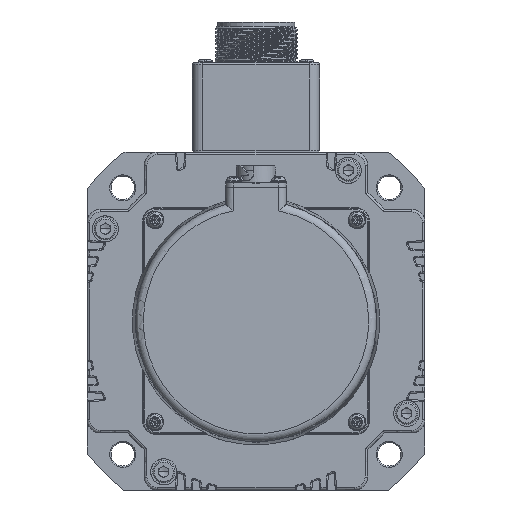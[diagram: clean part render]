
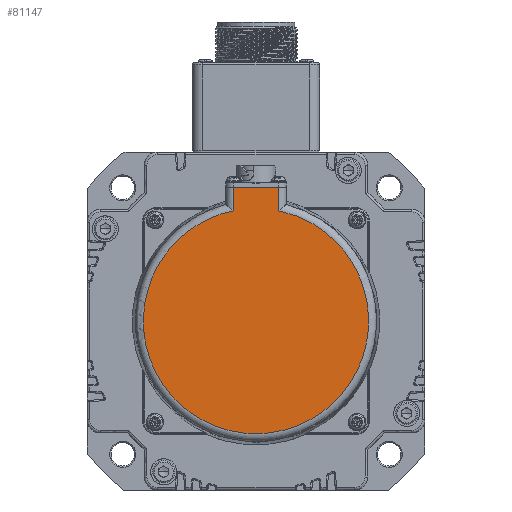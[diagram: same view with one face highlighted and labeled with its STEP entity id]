
A CAD part, front view. The second image highlights one B-rep face of the part: STEP entity #81147.
In plain terms, the highlighted planar face has unit normal (0, -1, 0).
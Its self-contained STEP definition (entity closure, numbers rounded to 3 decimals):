
#75849=CARTESIAN_POINT('',(377.67,-282.,-13.5));
#75850=VERTEX_POINT('',#75849);
#75858=CARTESIAN_POINT('',(377.67,-282.,-22.53));
#75859=VERTEX_POINT('',#75858);
#75860=CARTESIAN_POINT('',(377.67,-282.,-13.5));
#75861=DIRECTION('',(0.,0.,-1.));
#75862=VECTOR('',#75861,9.03);
#75863=LINE('',#75860,#75862);
#75864=EDGE_CURVE('',#75850,#75859,#75863,.T.);
#75883=CARTESIAN_POINT('',(360.33,-282.,-22.53));
#75884=VERTEX_POINT('',#75883);
#75885=CARTESIAN_POINT('',(377.67,-282.,-22.53));
#75886=CARTESIAN_POINT('',(383.353,-282.,-23.69));
#75887=CARTESIAN_POINT('',(388.747,-282.,-25.98));
#75888=CARTESIAN_POINT('',(398.572,-282.,-32.724));
#75889=CARTESIAN_POINT('',(402.823,-282.,-37.21));
#75890=CARTESIAN_POINT('',(409.185,-282.,-47.641));
#75891=CARTESIAN_POINT('',(411.227,-282.,-53.466));
#75892=CARTESIAN_POINT('',(412.779,-282.,-65.652));
#75893=CARTESIAN_POINT('',(412.24,-282.,-71.879));
#75894=CARTESIAN_POINT('',(408.608,-282.,-83.648));
#75895=CARTESIAN_POINT('',(405.573,-282.,-89.062));
#75896=CARTESIAN_POINT('',(397.498,-282.,-98.22));
#75897=CARTESIAN_POINT('',(392.571,-282.,-101.88));
#75898=CARTESIAN_POINT('',(381.463,-282.,-106.968));
#75899=CARTESIAN_POINT('',(375.395,-282.,-108.31));
#75900=CARTESIAN_POINT('',(363.078,-282.,-108.381));
#75901=CARTESIAN_POINT('',(356.97,-282.,-107.098));
#75902=CARTESIAN_POINT('',(345.771,-282.,-102.099));
#75903=CARTESIAN_POINT('',(340.793,-282.,-98.472));
#75904=CARTESIAN_POINT('',(332.637,-282.,-89.375));
#75905=CARTESIAN_POINT('',(329.561,-282.,-83.999));
#75906=CARTESIAN_POINT('',(325.819,-282.,-72.26));
#75907=CARTESIAN_POINT('',(325.225,-282.,-66.021));
#75908=CARTESIAN_POINT('',(326.683,-282.,-53.802));
#75909=CARTESIAN_POINT('',(328.68,-282.,-47.957));
#75910=CARTESIAN_POINT('',(334.961,-282.,-37.477));
#75911=CARTESIAN_POINT('',(339.173,-282.,-32.961));
#75912=CARTESIAN_POINT('',(349.036,-282.,-26.072));
#75913=CARTESIAN_POINT('',(354.532,-282.,-23.714));
#75914=CARTESIAN_POINT('',(360.33,-282.,-22.53));
#75915=B_SPLINE_CURVE_WITH_KNOTS('',3,(#75885,#75886,#75887,#75888,#75889,#75890,#75891,#75892,#75893,#75894,#75895,#75896,#75897,#75898,#75899,#75900,#75901,#75902,#75903,#75904,#75905,#75906,#75907,#75908,#75909,#75910,#75911,#75912,#75913,#75914),.UNSPECIFIED.,.F.,.U.,(4,2,2,2,2,2,2,2,2,2,2,2,2,2,4),(0.,0.068,0.14,0.211,0.284,0.356,0.427,0.499,0.571,0.643,0.715,0.787,0.859,0.931,1.),.UNSPECIFIED.);
#75916=EDGE_CURVE('',#75859,#75884,#75915,.T.);
#75938=CARTESIAN_POINT('',(360.33,-282.,-13.5));
#75939=VERTEX_POINT('',#75938);
#75940=CARTESIAN_POINT('',(360.33,-282.,-22.53));
#75941=DIRECTION('',(0.,0.,1.));
#75942=VECTOR('',#75941,9.03);
#75943=LINE('',#75940,#75942);
#75944=EDGE_CURVE('',#75884,#75939,#75943,.T.);
#81097=CARTESIAN_POINT('',(360.33,-282.,-13.5));
#81098=DIRECTION('',(1.,0.,0.));
#81099=VECTOR('',#81098,17.34);
#81100=LINE('',#81097,#81099);
#81101=EDGE_CURVE('',#75939,#75850,#81100,.T.);
#81136=CARTESIAN_POINT('',(369.002,-282.,-61.225));
#81137=DIRECTION('',(0.,0.,-1.));
#81138=DIRECTION('',(0.,-1.,0.));
#81139=AXIS2_PLACEMENT_3D('',#81136,#81138,#81137);
#81140=PLANE('',#81139);
#81141=ORIENTED_EDGE('',*,*,#81101,.F.);
#81142=ORIENTED_EDGE('',*,*,#75944,.F.);
#81143=ORIENTED_EDGE('',*,*,#75916,.F.);
#81144=ORIENTED_EDGE('',*,*,#75864,.F.);
#81145=EDGE_LOOP('',(#81141,#81142,#81143,#81144));
#81146=FACE_OUTER_BOUND('',#81145,.T.);
#81147=ADVANCED_FACE('',(#81146),#81140,.T.);
